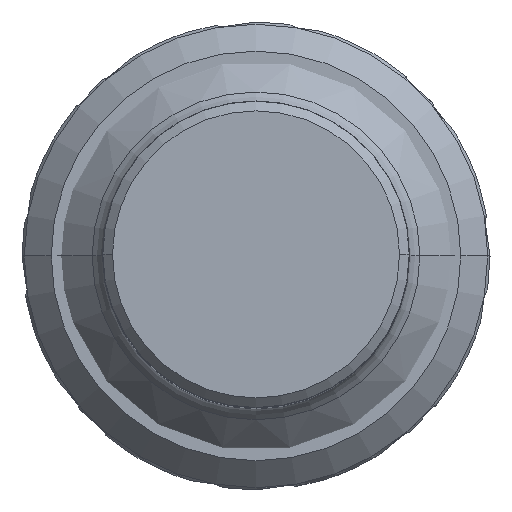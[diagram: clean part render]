
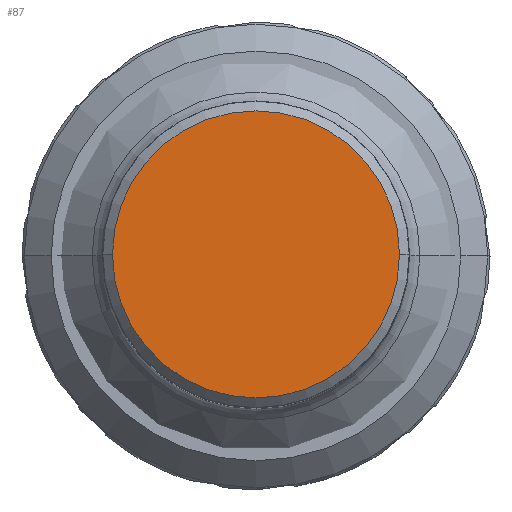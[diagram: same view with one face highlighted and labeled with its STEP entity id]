
A CAD part, top view. The second image highlights one B-rep face of the part: STEP entity #87.
In plain terms, the highlighted planar face has unit normal (0, 0, 1).
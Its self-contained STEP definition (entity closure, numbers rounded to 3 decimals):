
#51=PLANE('',#735);
#87=ADVANCED_FACE('',(#138),#51,.T.);
#138=FACE_OUTER_BOUND('',#174,.T.);
#174=EDGE_LOOP('',(#266,#267,#268,#269));
#266=ORIENTED_EDGE('',*,*,#441,.T.);
#267=ORIENTED_EDGE('',*,*,#442,.T.);
#268=ORIENTED_EDGE('',*,*,#443,.T.);
#269=ORIENTED_EDGE('',*,*,#444,.T.);
#378=VERTEX_POINT('',#1140);
#379=VERTEX_POINT('',#1141);
#380=VERTEX_POINT('',#1143);
#381=VERTEX_POINT('',#1145);
#441=EDGE_CURVE('',#378,#379,#509,.T.);
#442=EDGE_CURVE('',#379,#380,#510,.T.);
#443=EDGE_CURVE('',#380,#381,#511,.T.);
#444=EDGE_CURVE('',#381,#378,#512,.T.);
#509=CIRCLE('',#731,14.84);
#510=CIRCLE('',#732,14.84);
#511=CIRCLE('',#733,14.84);
#512=CIRCLE('',#734,14.84);
#731=AXIS2_PLACEMENT_3D('',#1139,#898,#899);
#732=AXIS2_PLACEMENT_3D('',#1142,#900,#901);
#733=AXIS2_PLACEMENT_3D('',#1144,#902,#903);
#734=AXIS2_PLACEMENT_3D('',#1146,#904,#905);
#735=AXIS2_PLACEMENT_3D('',#1147,#906,#907);
#898=DIRECTION('',(0.,0.,1.));
#899=DIRECTION('',(0.,1.,0.));
#900=DIRECTION('',(0.,0.,1.));
#901=DIRECTION('',(-1.,0.,0.));
#902=DIRECTION('',(0.,0.,1.));
#903=DIRECTION('',(0.,-1.,0.));
#904=DIRECTION('',(0.,0.,1.));
#905=DIRECTION('',(1.,0.,0.));
#906=DIRECTION('',(0.,0.,1.));
#907=DIRECTION('',(-1.,0.,0.));
#1139=CARTESIAN_POINT('',(0.,0.,28.97));
#1140=CARTESIAN_POINT('',(0.,14.84,28.97));
#1141=CARTESIAN_POINT('',(-14.84,0.,28.97));
#1142=CARTESIAN_POINT('',(0.,0.,28.97));
#1143=CARTESIAN_POINT('',(0.,-14.84,28.97));
#1144=CARTESIAN_POINT('',(0.,0.,28.97));
#1145=CARTESIAN_POINT('',(14.84,0.,28.97));
#1146=CARTESIAN_POINT('',(0.,0.,28.97));
#1147=CARTESIAN_POINT('',(0.,0.,28.97));
